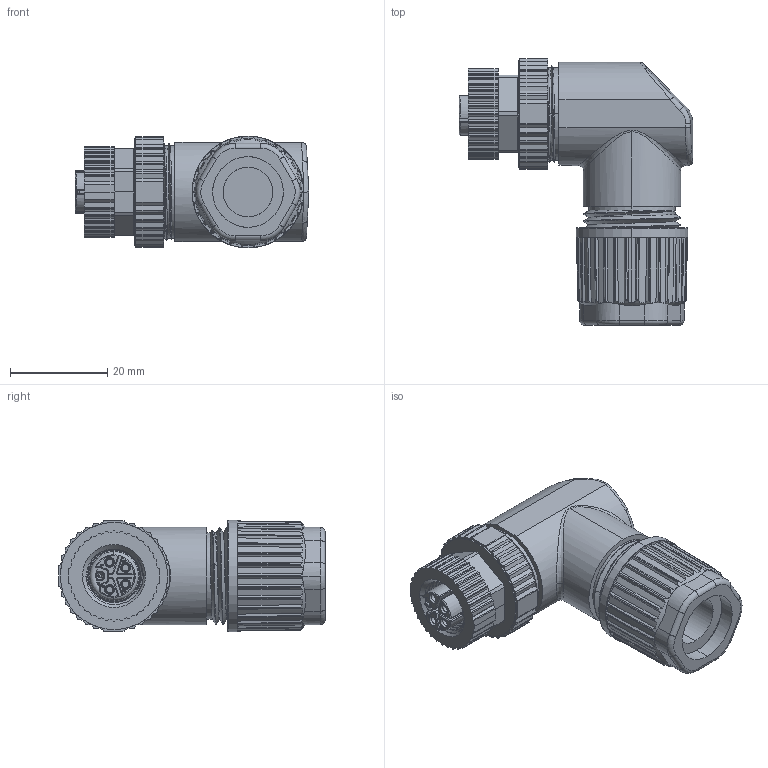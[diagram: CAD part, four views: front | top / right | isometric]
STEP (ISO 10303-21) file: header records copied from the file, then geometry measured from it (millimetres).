
FILE_DESCRIPTION (( 'STEP AP214' ), '1' );
FILE_NAME ('M12FT5LF90_3D.step', '2024-11-11T16:30:53', ( '' ), ( '' ), 'SwSTEP 2.0', 'SolidWorks 2022', '' );
FILE_SCHEMA (( 'AUTOMOTIVE_DESIGN' ));
Length unit declared in the file: millimetre
Products named in the file (1): M12FT5LF90_3D
Bounding box: 48 x 54.75 x 23 mm (x, y, z)
Volume: 23981 mm3; surface area: 12716.3 mm2
Topology: 2 solids, 2 shells, 1183 faces, 3391 edges, 2226 vertices
Faces by surface type: cylinder 454, plane 430, bspline 148, cone 86, torus 58, sphere 7
Entity records: 85943 total; most frequent: CARTESIAN_POINT 46314, ORIENTED_EDGE 6756, DIRECTION 3820, EDGE_CURVE 3378, VERTEX_POINT 2222, B_SPLINE_CURVE_WITH_KNOTS 1906, AXIS2_PLACEMENT_3D 1348, EDGE_LOOP 1230
